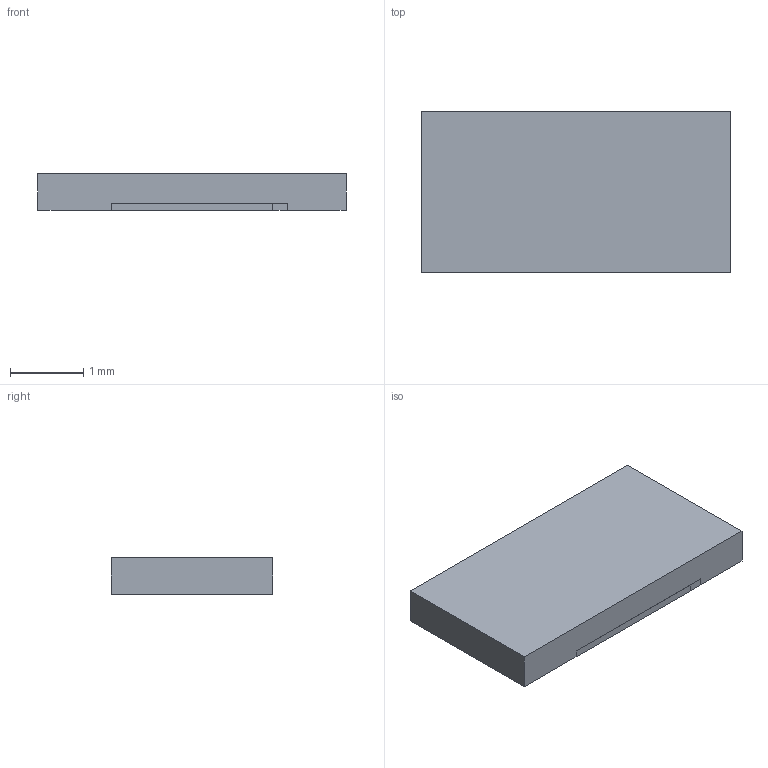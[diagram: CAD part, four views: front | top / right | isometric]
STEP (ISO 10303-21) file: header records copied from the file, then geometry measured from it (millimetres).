
FILE_DESCRIPTION(/* description */ (''),/* implementation_level */ '2;1');
FILE_NAME(/* name */ 'IST_P14-FEMTOCAP-G.stp',/* time_stamp */ '2016-03-10T15:07:47+01:00',/* author */ ('riccim'),/* organization */ (''),/* preprocessor_version */ 'ST-DEVELOPER v15.5',/* originating_system */ 'AutoCAD Mechanical',/* authorisation */ ' ');
FILE_SCHEMA (('AUTOMOTIVE_DESIGN { 1 0 10303 214 3 1 1 }'));
Length unit declared in the file: millimetre
Products named in the file (1): Product
Bounding box: 4.2 x 2.2 x 0.5 mm (x, y, z)
Volume: 4.6 mm3; surface area: 42.1 mm2
Topology: 4 solids, 4 shells, 56 faces, 144 edges, 96 vertices
Faces by surface type: plane 56
Entity records: 1711 total; most frequent: CARTESIAN_POINT 297, ORIENTED_EDGE 288, DIRECTION 258, LINE 144, VECTOR 144, EDGE_CURVE 144, VERTEX_POINT 96, AXIS2_PLACEMENT_3D 57
